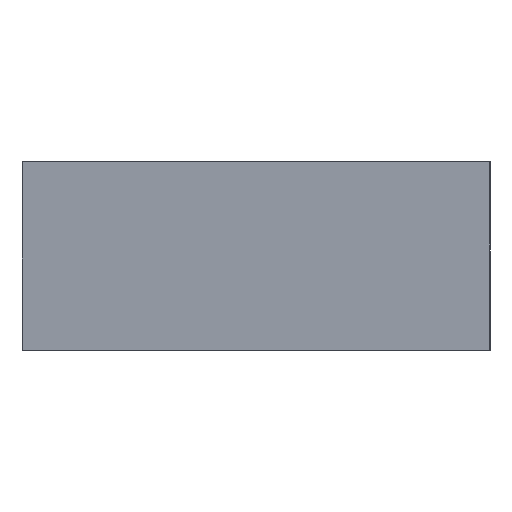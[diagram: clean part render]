
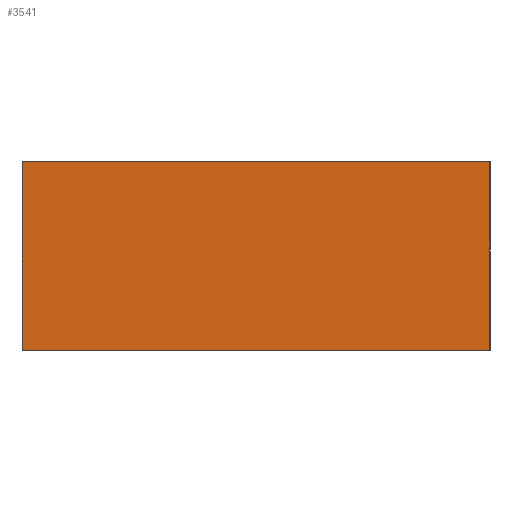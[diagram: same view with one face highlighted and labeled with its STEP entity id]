
A CAD part, top view. The second image highlights one B-rep face of the part: STEP entity #3541.
In plain terms, the highlighted planar face has unit normal (0, -0.088, 0.996).
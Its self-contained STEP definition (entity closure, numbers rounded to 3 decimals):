
#47=FACE_OUTER_BOUND('',#231,.T.);
#231=EDGE_LOOP('',(#2330,#2331,#2332,#2333,#2334,#2335));
#421=LINE('',#4835,#934);
#425=LINE('',#4844,#938);
#430=LINE('',#4853,#943);
#431=LINE('',#4856,#944);
#434=LINE('',#4861,#947);
#435=LINE('',#4862,#948);
#934=VECTOR('',#3936,10.);
#938=VECTOR('',#3942,10.);
#943=VECTOR('',#3947,10.);
#944=VECTOR('',#3950,10.);
#947=VECTOR('',#3955,10.);
#948=VECTOR('',#3956,10.);
#1447=VERTEX_POINT('',#4833);
#1448=VERTEX_POINT('',#4834);
#1451=VERTEX_POINT('',#4842);
#1452=VERTEX_POINT('',#4843);
#1456=VERTEX_POINT('',#4851);
#1457=VERTEX_POINT('',#4855);
#1795=EDGE_CURVE('',#1447,#1448,#421,.T.);
#1799=EDGE_CURVE('',#1451,#1452,#425,.T.);
#1804=EDGE_CURVE('',#1456,#1451,#430,.T.);
#1805=EDGE_CURVE('',#1448,#1457,#431,.T.);
#1808=EDGE_CURVE('',#1452,#1447,#434,.T.);
#1809=EDGE_CURVE('',#1457,#1456,#435,.T.);
#2330=ORIENTED_EDGE('',*,*,#1805,.F.);
#2331=ORIENTED_EDGE('',*,*,#1795,.F.);
#2332=ORIENTED_EDGE('',*,*,#1808,.F.);
#2333=ORIENTED_EDGE('',*,*,#1799,.F.);
#2334=ORIENTED_EDGE('',*,*,#1804,.F.);
#2335=ORIENTED_EDGE('',*,*,#1809,.F.);
#3361=PLANE('',#3743);
#3541=ADVANCED_FACE('',(#47),#3361,.T.);
#3743=AXIS2_PLACEMENT_3D('',#4860,#3953,#3954);
#3936=DIRECTION('',(-1.,0.,0.));
#3942=DIRECTION('',(0.,-0.996,-0.088));
#3947=DIRECTION('',(0.,-0.996,-0.088));
#3950=DIRECTION('',(0.,0.996,0.088));
#3953=DIRECTION('center_axis',(0.,-0.088,0.996));
#3954=DIRECTION('ref_axis',(0.,-0.996,-0.088));
#3955=DIRECTION('',(-1.,0.,0.));
#3956=DIRECTION('',(1.,0.,0.));
#4833=CARTESIAN_POINT('',(-0.881,-67.514,-59.943));
#4834=CARTESIAN_POINT('',(-0.905,-67.514,-59.943));
#4835=CARTESIAN_POINT('',(-0.905,-67.514,-59.943));
#4842=CARTESIAN_POINT('',(286.47,-44.762,-57.943));
#4843=CARTESIAN_POINT('',(286.47,-67.514,-59.943));
#4844=CARTESIAN_POINT('',(286.47,-67.811,-59.969));
#4851=CARTESIAN_POINT('',(286.47,48.462,-49.748));
#4853=CARTESIAN_POINT('',(286.47,-67.514,-59.943));
#4855=CARTESIAN_POINT('',(-0.905,48.462,-49.748));
#4856=CARTESIAN_POINT('',(-0.905,-10.267,-54.911));
#4860=CARTESIAN_POINT('Origin',(-0.905,48.462,-49.748));
#4861=CARTESIAN_POINT('',(-0.893,-67.514,-59.943));
#4862=CARTESIAN_POINT('',(-0.905,48.462,-49.748));
